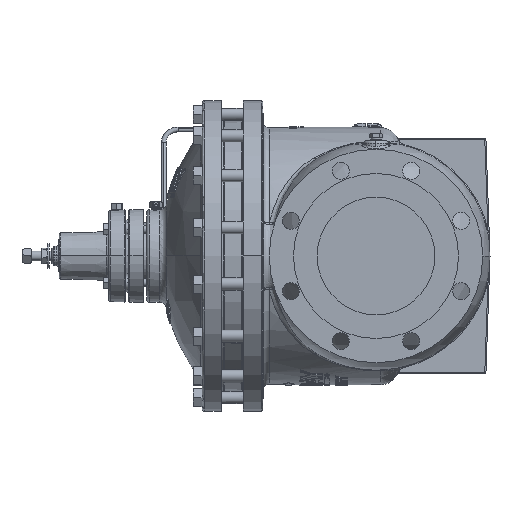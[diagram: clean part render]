
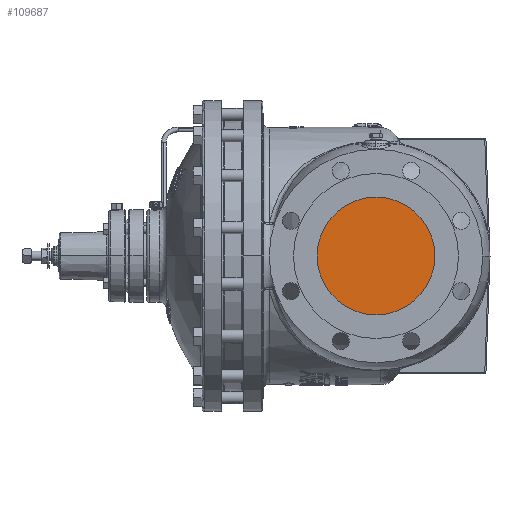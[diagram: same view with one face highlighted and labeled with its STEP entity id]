
A CAD part, left-side view. The second image highlights one B-rep face of the part: STEP entity #109687.
In plain terms, the highlighted planar face has unit normal (-1, 0, 0).
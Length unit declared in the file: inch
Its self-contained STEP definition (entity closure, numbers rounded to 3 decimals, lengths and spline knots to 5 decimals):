
#144 = CARTESIAN_POINT ( 'NONE',  ( -9.65322, 0., 0. ) ) ;
#8492 = CARTESIAN_POINT ( 'NONE',  ( -9.65322, 0., 0. ) ) ;
#13027 = AXIS2_PLACEMENT_3D ( 'NONE', #8492, #91103, #70820 ) ;
#36776 = VERTEX_POINT ( 'NONE', #132383 ) ;
#39855 = CIRCLE ( 'NONE', #100485, 3.03125 ) ;
#40812 = EDGE_CURVE ( 'NONE', #104551, #36776, #39855, .T. ) ;
#47425 = ORIENTED_EDGE ( 'NONE', *, *, #56579, .F. ) ;
#49911 = CIRCLE ( 'NONE', #13027, 3.03125 ) ;
#51711 = FACE_OUTER_BOUND ( 'NONE', #63709, .T. ) ;
#56579 = EDGE_CURVE ( 'NONE', #36776, #104551, #49911, .T. ) ;
#63709 = EDGE_LOOP ( 'NONE', ( #47425, #67532 ) ) ;
#67532 = ORIENTED_EDGE ( 'NONE', *, *, #40812, .F. ) ;
#69970 = AXIS2_PLACEMENT_3D ( 'NONE', #144, #72665, #113974 ) ;
#70308 = CARTESIAN_POINT ( 'NONE',  ( -9.65322, 0., 0. ) ) ;
#70820 = DIRECTION ( 'NONE',  ( 0., 0., -1. ) ) ;
#70977 = DIRECTION ( 'NONE',  ( 1., 0., 0. ) ) ;
#72665 = DIRECTION ( 'NONE',  ( 1., 0., 0. ) ) ;
#78795 = CARTESIAN_POINT ( 'NONE',  ( -9.65322, 0., -3.03125 ) ) ;
#91103 = DIRECTION ( 'NONE',  ( 1., 0., 0. ) ) ;
#92605 = DIRECTION ( 'NONE',  ( 0., 0., -1. ) ) ;
#92986 = PLANE ( 'NONE',  #69970 ) ;
#100485 = AXIS2_PLACEMENT_3D ( 'NONE', #70308, #70977, #92605 ) ;
#104551 = VERTEX_POINT ( 'NONE', #78795 ) ;
#109687 = ADVANCED_FACE ( 'NONE', ( #51711 ), #92986, .F. ) ;
#113974 = DIRECTION ( 'NONE',  ( 0., 0., -1. ) ) ;
#132383 = CARTESIAN_POINT ( 'NONE',  ( -9.65322, 0., 3.03125 ) ) ;
